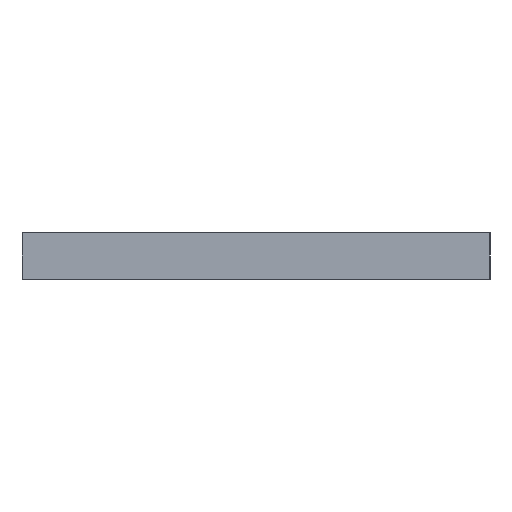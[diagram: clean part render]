
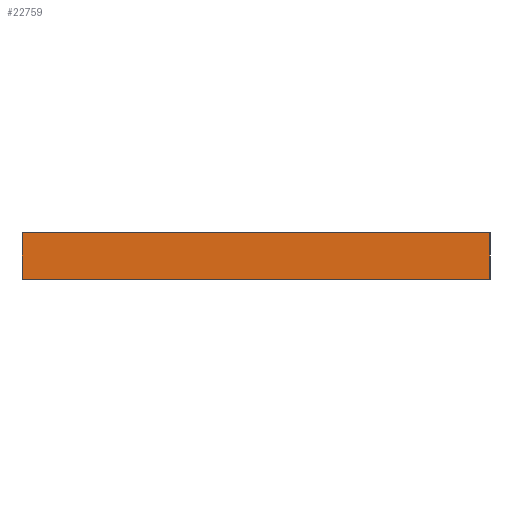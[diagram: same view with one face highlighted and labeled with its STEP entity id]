
A CAD part, left-side view. The second image highlights one B-rep face of the part: STEP entity #22759.
In plain terms, the highlighted planar face has unit normal (-1, 0, 0).
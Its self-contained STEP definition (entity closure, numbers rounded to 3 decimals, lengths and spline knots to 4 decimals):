
#581=PLANE('',#23249);
#1805=FACE_OUTER_BOUND('',#3124,.T.);
#3124=EDGE_LOOP('',(#20756,#20757,#20758,#20759));
#3282=LINE('',#27481,#5167);
#5006=LINE('',#45655,#6891);
#5007=LINE('',#45656,#6892);
#5008=LINE('',#45657,#6893);
#5167=VECTOR('',#23489,0.3937);
#6891=VECTOR('',#26077,0.3937);
#6892=VECTOR('',#26078,0.3937);
#6893=VECTOR('',#26079,0.3937);
#8567=VERTEX_POINT('',#27478);
#8568=VERTEX_POINT('',#27480);
#10645=VERTEX_POINT('',#45653);
#10646=VERTEX_POINT('',#45654);
#10904=EDGE_CURVE('',#8567,#8568,#3282,.T.);
#14022=EDGE_CURVE('',#10645,#10646,#5006,.T.);
#14023=EDGE_CURVE('',#10645,#8568,#5007,.T.);
#14024=EDGE_CURVE('',#10646,#8567,#5008,.T.);
#20756=ORIENTED_EDGE('',*,*,#14022,.F.);
#20757=ORIENTED_EDGE('',*,*,#14023,.T.);
#20758=ORIENTED_EDGE('',*,*,#10904,.F.);
#20759=ORIENTED_EDGE('',*,*,#14024,.F.);
#22759=ADVANCED_FACE('',(#1805),#581,.T.);
#23249=AXIS2_PLACEMENT_3D('',#45652,#26075,#26076);
#23489=DIRECTION('',(0.,-1.,0.));
#26075=DIRECTION('center_axis',(-1.,0.,0.));
#26076=DIRECTION('ref_axis',(0.,-1.,0.));
#26077=DIRECTION('',(0.,1.,0.));
#26078=DIRECTION('',(0.,0.,1.));
#26079=DIRECTION('',(0.,0.,1.));
#27478=CARTESIAN_POINT('',(-0.7,3.,0.1181));
#27480=CARTESIAN_POINT('',(-0.7,1.8189,0.1181));
#27481=CARTESIAN_POINT('',(-0.7,1.8189,0.1181));
#45652=CARTESIAN_POINT('Origin',(-0.7,3.,0.));
#45653=CARTESIAN_POINT('',(-0.7,1.8189,0.));
#45654=CARTESIAN_POINT('',(-0.7,3.,0.));
#45655=CARTESIAN_POINT('',(-0.7,1.8189,0.));
#45656=CARTESIAN_POINT('',(-0.7,1.8189,0.));
#45657=CARTESIAN_POINT('',(-0.7,3.,0.));
